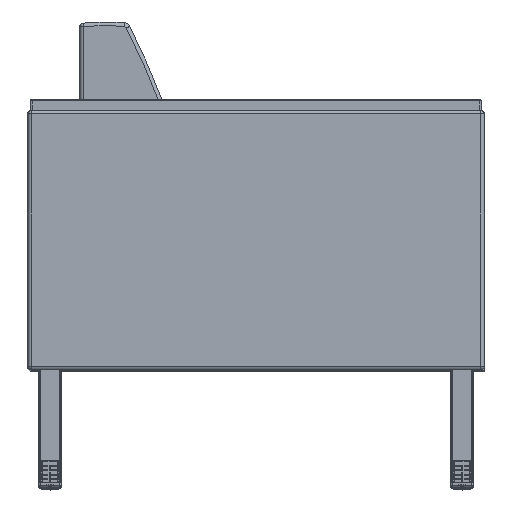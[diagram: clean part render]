
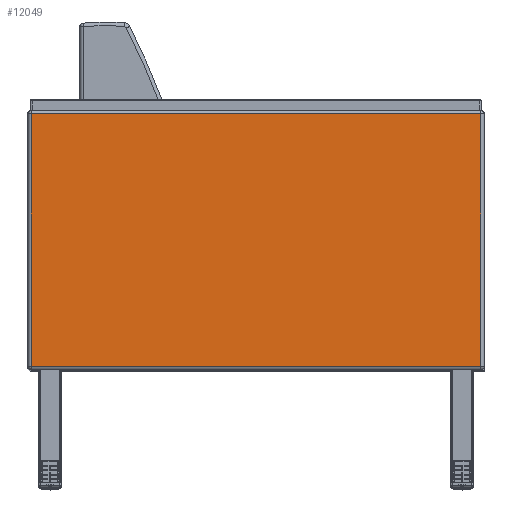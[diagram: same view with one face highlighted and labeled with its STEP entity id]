
A CAD part, top view. The second image highlights one B-rep face of the part: STEP entity #12049.
In plain terms, the highlighted planar face has unit normal (0, 0, 1).
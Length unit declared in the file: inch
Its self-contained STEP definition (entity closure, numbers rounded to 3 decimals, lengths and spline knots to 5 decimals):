
#1062=PLANE('',#12976);
#1313=LINE('',#18082,#2029);
#1315=LINE('',#18085,#2031);
#1325=LINE('',#18100,#2041);
#1327=LINE('',#18103,#2043);
#2029=VECTOR('',#14465,30.25);
#2031=VECTOR('',#14469,17.);
#2041=VECTOR('',#14489,17.);
#2043=VECTOR('',#14493,30.25);
#3033=FACE_OUTER_BOUND('',#3924,.T.);
#3924=EDGE_LOOP('',(#8432,#8433,#8434,#8435));
#5523=VERTEX_POINT('',#18018);
#5529=VERTEX_POINT('',#18032);
#5532=VERTEX_POINT('',#18039);
#5541=VERTEX_POINT('',#18060);
#6560=EDGE_CURVE('',#5532,#5541,#1313,.T.);
#6562=EDGE_CURVE('',#5541,#5529,#1315,.T.);
#6572=EDGE_CURVE('',#5523,#5532,#1325,.T.);
#6574=EDGE_CURVE('',#5529,#5523,#1327,.T.);
#8432=ORIENTED_EDGE('',*,*,#6560,.F.);
#8433=ORIENTED_EDGE('',*,*,#6572,.F.);
#8434=ORIENTED_EDGE('',*,*,#6574,.F.);
#8435=ORIENTED_EDGE('',*,*,#6562,.F.);
#12049=ADVANCED_FACE('',(#3033),#1062,.T.);
#12976=AXIS2_PLACEMENT_3D('',#18111,#14505,#14506);
#14465=DIRECTION('',(1.,0.,0.));
#14469=DIRECTION('',(0.,-1.,0.));
#14489=DIRECTION('',(0.,1.,0.));
#14493=DIRECTION('',(-1.,0.,0.));
#14505=DIRECTION('center_axis',(0.,0.,1.));
#14506=DIRECTION('ref_axis',(1.,0.,0.));
#18018=CARTESIAN_POINT('',(0.25,-17.25,3.5));
#18032=CARTESIAN_POINT('',(30.5,-17.25,3.5));
#18039=CARTESIAN_POINT('',(0.25,-0.25,3.5));
#18060=CARTESIAN_POINT('',(30.5,-0.25,3.5));
#18082=CARTESIAN_POINT('',(23.0625,-0.25,3.5));
#18085=CARTESIAN_POINT('',(30.5,-13.125,3.5));
#18100=CARTESIAN_POINT('',(0.25,-4.375,3.5));
#18103=CARTESIAN_POINT('',(7.6875,-17.25,3.5));
#18111=CARTESIAN_POINT('Origin',(15.375,-8.75,3.5));
